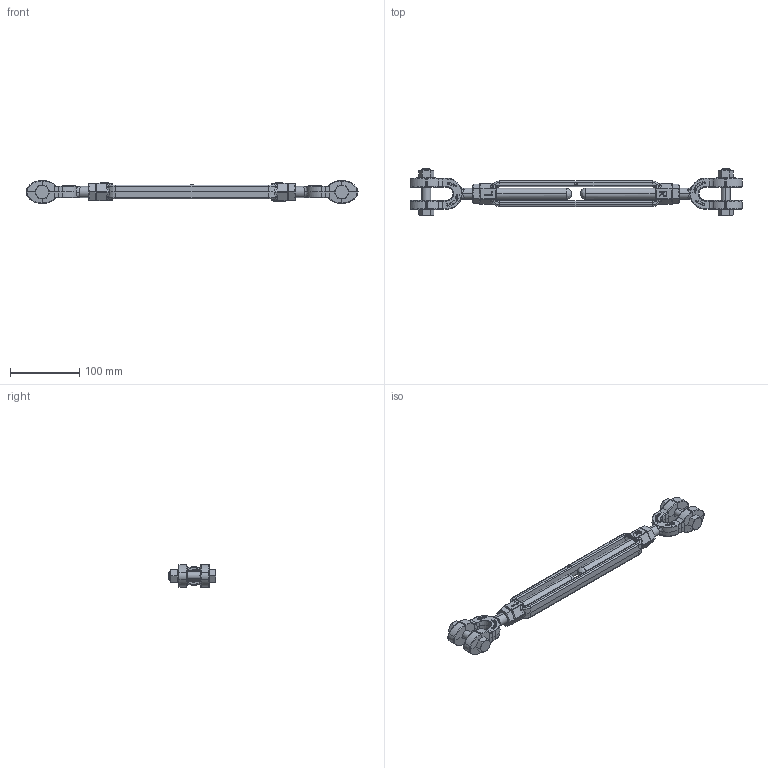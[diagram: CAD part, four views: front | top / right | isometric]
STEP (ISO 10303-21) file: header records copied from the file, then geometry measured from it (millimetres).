
FILE_DESCRIPTION(('STEP AP203'),'1');
FILE_NAME('SSGPGG1609.stp','2014-03-28T16:20:54',('TraceParts'),('TraceParts S.A.'),'XStep 1.0',' ',' ');
FILE_SCHEMA(('CONFIG_CONTROL_DESIGN'));
Length unit declared in the file: millimetre
Products named in the file (12): 1; 2; 3; 4; 5; 6; 7; 8; 9; 10; 11; 12
Bounding box: 480 x 68 x 33.05 mm (x, y, z)
Volume: 265968.6 mm3; surface area: 86020.3 mm2
Topology: 12 solids, 12 shells, 1030 faces, 2533 edges, 1525 vertices
Faces by surface type: bspline 368, plane 342, cylinder 206, cone 114
Entity records: 46995 total; most frequent: CARTESIAN_POINT 25177, ORIENTED_EDGE 5018, DIRECTION 3536, EDGE_CURVE 2509, VERTEX_POINT 1525, AXIS2_PLACEMENT_3D 1199, LINE 1138, VECTOR 1138
